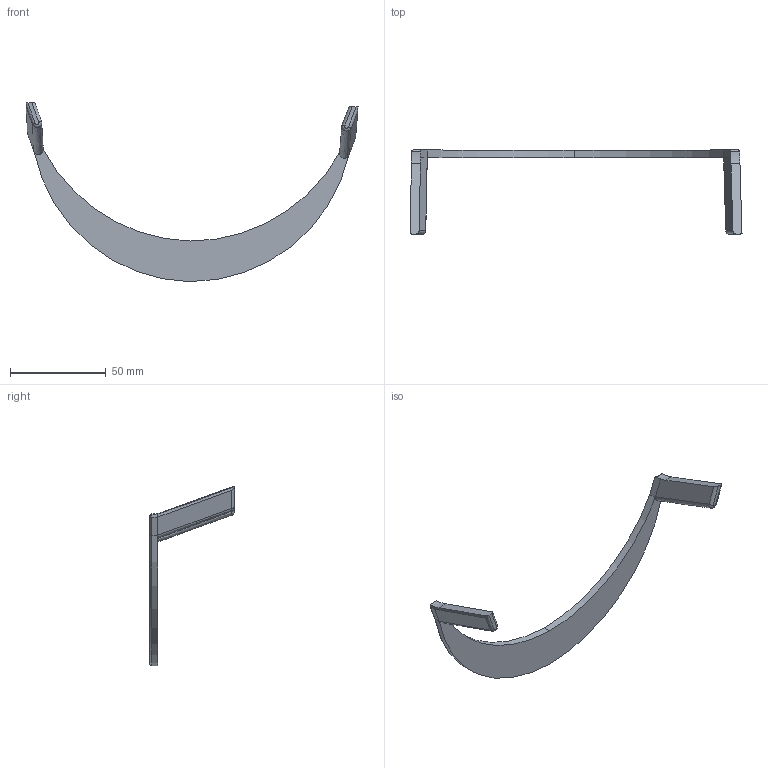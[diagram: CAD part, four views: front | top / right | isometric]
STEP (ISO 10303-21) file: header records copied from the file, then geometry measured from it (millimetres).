
FILE_DESCRIPTION(/* description */ (''),/* implementation_level */ '2;1');
FILE_NAME(/* name */ 'HoloMount v6 v4.step',/* time_stamp */ '2017-08-30T15:47:40-04:00',/* author */ (''),/* organization */ (''),/* preprocessor_version */ 'ST-DEVELOPER v16.13',/* originating_system */ 'Autodesk Translation Framework v6.1.1.50',/* authorisation */ '');
FILE_SCHEMA (('AUTOMOTIVE_DESIGN { 1 0 10303 214 3 1 1 }'));
Length unit declared in the file: millimetre
Products named in the file (1): HoloMount v6 v4
Bounding box: 173.59 x 44 x 93.75 mm (x, y, z)
Volume: 18066.1 mm3; surface area: 11466.6 mm2
Topology: 1 solids, 1 shells, 50 faces, 127 edges, 80 vertices
Faces by surface type: plane 24, cylinder 19, bspline 4, torus 3
Entity records: 1674 total; most frequent: CARTESIAN_POINT 425, DIRECTION 266, ORIENTED_EDGE 254, EDGE_CURVE 127, AXIS2_PLACEMENT_3D 97, VERTEX_POINT 80, LINE 72, VECTOR 72
